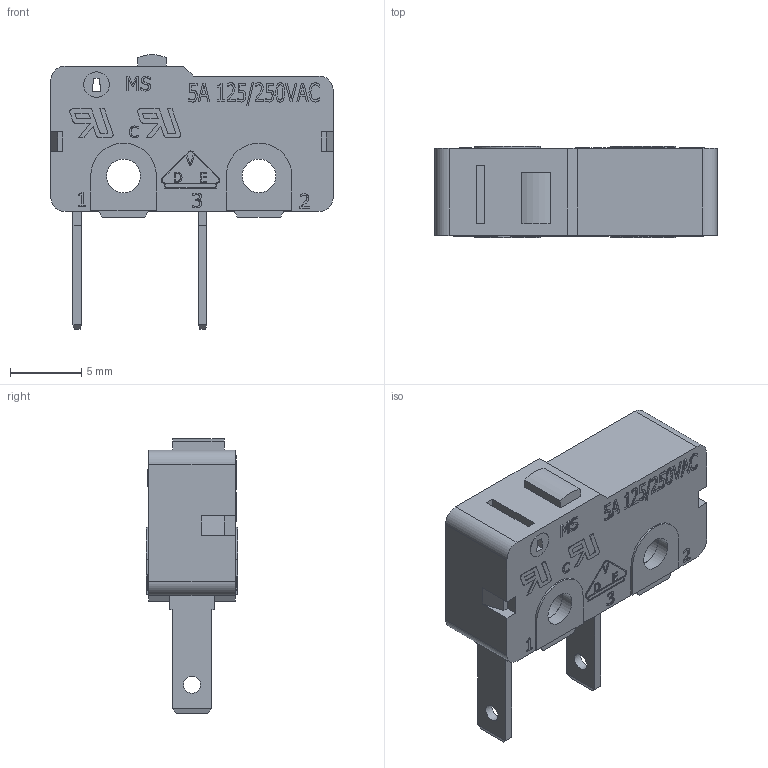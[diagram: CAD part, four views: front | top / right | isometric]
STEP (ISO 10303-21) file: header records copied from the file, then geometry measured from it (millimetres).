
FILE_DESCRIPTION((' '),'2;1');
FILE_NAME('MS085xx00FxxxC1C.stp','2017-07-19T12:01:02',(' '),(' '),' ','ACIS',' ');
FILE_SCHEMA(('CONFIG_CONTROL_DESIGN'));
Length unit declared in the file: inch
Products named in the file (1): MS085xx00FxxxC1C.stp
Bounding box: 19.8 x 6.4 x 19.24 mm (x, y, z)
Volume: 781.5 mm3; surface area: 1486.2 mm2
Topology: 1 solids, 3 shells, 755 faces, 2068 edges, 1377 vertices
Faces by surface type: plane 480, bspline 237, cylinder 38
Full cylindrical faces by diameter (mm): 1.2 x2, 1.8 x1, 2.37 x2, 2.4 x1, 2.5 x1
Entity records: 25032 total; most frequent: CARTESIAN_POINT 7341, ORIENTED_EDGE 4114, DIRECTION 2697, EDGE_CURVE 2057, VECTOR 1507, LINE 1507, VERTEX_POINT 1373, EDGE_LOOP 832
